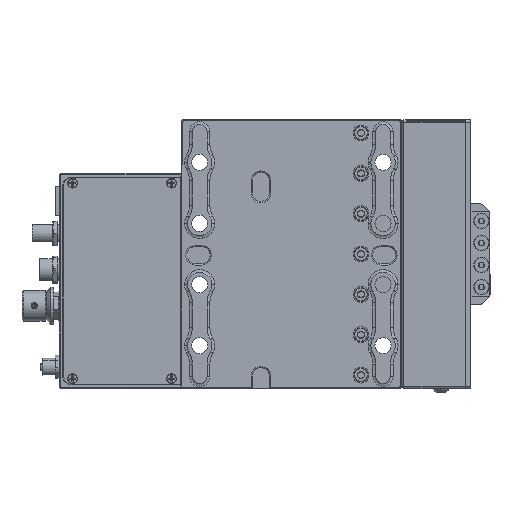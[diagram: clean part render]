
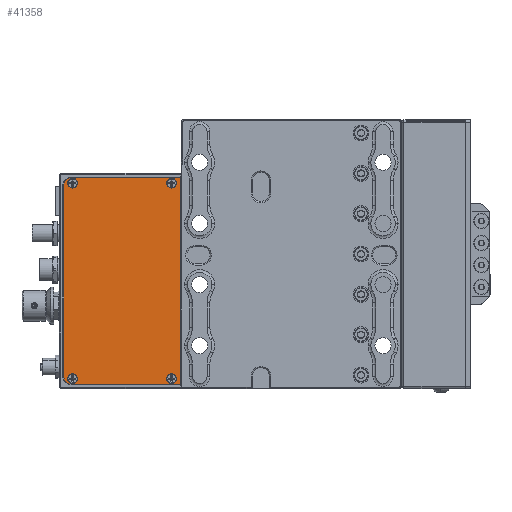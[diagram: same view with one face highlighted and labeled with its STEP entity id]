
A CAD part, front view. The second image highlights one B-rep face of the part: STEP entity #41358.
In plain terms, the highlighted face is planar.
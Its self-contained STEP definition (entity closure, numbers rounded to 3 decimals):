
#456 = CIRCLE ( 'NONE', #64299, 2. ) ;
#463 = DIRECTION ( 'NONE',  ( 0., 0., 1. ) ) ;
#1729 = EDGE_CURVE ( 'NONE', #77780, #36138, #43534, .T. ) ;
#3839 = CARTESIAN_POINT ( 'NONE',  ( 40., 0.5, -18.25 ) ) ;
#4236 = AXIS2_PLACEMENT_3D ( 'NONE', #70733, #10743, #93225 ) ;
#4412 = VERTEX_POINT ( 'NONE', #9925 ) ;
#4797 = AXIS2_PLACEMENT_3D ( 'NONE', #90435, #31323, #52350 ) ;
#5569 = CIRCLE ( 'NONE', #25811, 2. ) ;
#5697 = ORIENTED_EDGE ( 'NONE', *, *, #16075, .T. ) ;
#5822 = ORIENTED_EDGE ( 'NONE', *, *, #26025, .F. ) ;
#6367 = VECTOR ( 'NONE', #25414, 1000. ) ;
#6855 = AXIS2_PLACEMENT_3D ( 'NONE', #72003, #64706, #14424 ) ;
#8212 = LINE ( 'NONE', #47231, #41961 ) ;
#8763 = EDGE_LOOP ( 'NONE', ( #5822, #59653 ) ) ;
#9170 = EDGE_CURVE ( 'NONE', #4412, #45882, #56704, .T. ) ;
#9925 = CARTESIAN_POINT ( 'NONE',  ( 40., 0.5, -22.25 ) ) ;
#10009 = CARTESIAN_POINT ( 'NONE',  ( -40., 0.5, 20.25 ) ) ;
#10051 = VERTEX_POINT ( 'NONE', #11053 ) ;
#10743 = DIRECTION ( 'NONE',  ( 0., 1., 0. ) ) ;
#11053 = CARTESIAN_POINT ( 'NONE',  ( 40., 0.5, 18.25 ) ) ;
#11461 = DIRECTION ( 'NONE',  ( 0., 0., 1. ) ) ;
#12313 = CARTESIAN_POINT ( 'NONE',  ( 41.7, 0.5, 23.45 ) ) ;
#13471 = CIRCLE ( 'NONE', #47739, 0.5 ) ;
#13643 = EDGE_CURVE ( 'NONE', #58720, #75545, #16676, .T. ) ;
#14424 = DIRECTION ( 'NONE',  ( 0., 0., 1. ) ) ;
#15255 = AXIS2_PLACEMENT_3D ( 'NONE', #20169, #49960, #79703 ) ;
#15777 = ORIENTED_EDGE ( 'NONE', *, *, #54261, .F. ) ;
#16075 = EDGE_CURVE ( 'NONE', #44978, #89804, #26564, .T. ) ;
#16128 = ORIENTED_EDGE ( 'NONE', *, *, #71220, .T. ) ;
#16459 = AXIS2_PLACEMENT_3D ( 'NONE', #74135, #34507, #73038 ) ;
#16676 = CIRCLE ( 'NONE', #4236, 3.2 ) ;
#18151 = CARTESIAN_POINT ( 'NONE',  ( 41.7, 0.5, 23.95 ) ) ;
#18948 = VERTEX_POINT ( 'NONE', #82156 ) ;
#19366 = AXIS2_PLACEMENT_3D ( 'NONE', #38392, #41771, #77897 ) ;
#20169 = CARTESIAN_POINT ( 'NONE',  ( -41.7, 0.5, 23.45 ) ) ;
#20649 = DIRECTION ( 'NONE',  ( 0., -1., 0. ) ) ;
#22414 = ORIENTED_EDGE ( 'NONE', *, *, #30693, .F. ) ;
#24354 = CARTESIAN_POINT ( 'NONE',  ( -40., 0.5, -18.25 ) ) ;
#25414 = DIRECTION ( 'NONE',  ( -1., 0., 0. ) ) ;
#25811 = AXIS2_PLACEMENT_3D ( 'NONE', #40066, #75262, #84511 ) ;
#26025 = EDGE_CURVE ( 'NONE', #45882, #4412, #456, .T. ) ;
#26564 = CIRCLE ( 'NONE', #4797, 3.2 ) ;
#27188 = VECTOR ( 'NONE', #82250, 1000. ) ;
#27206 = EDGE_LOOP ( 'NONE', ( #94250, #51070 ) ) ;
#27933 = EDGE_CURVE ( 'NONE', #29000, #44978, #73554, .T. ) ;
#28253 = EDGE_CURVE ( 'NONE', #36138, #77780, #53541, .T. ) ;
#28739 = VERTEX_POINT ( 'NONE', #24354 ) ;
#29000 = VERTEX_POINT ( 'NONE', #58008 ) ;
#29864 = DIRECTION ( 'NONE',  ( 0., 0., 1. ) ) ;
#30693 = EDGE_CURVE ( 'NONE', #18948, #10051, #5569, .T. ) ;
#31323 = DIRECTION ( 'NONE',  ( 0., 1., 0. ) ) ;
#32966 = ORIENTED_EDGE ( 'NONE', *, *, #95443, .F. ) ;
#34507 = DIRECTION ( 'NONE',  ( 0., 1., 0. ) ) ;
#36138 = VERTEX_POINT ( 'NONE', #55256 ) ;
#37763 = CARTESIAN_POINT ( 'NONE',  ( 40., 0.5, -20.25 ) ) ;
#38392 = CARTESIAN_POINT ( 'NONE',  ( -40., 0.5, -20.25 ) ) ;
#38710 = FACE_BOUND ( 'NONE', #51245, .T. ) ;
#40066 = CARTESIAN_POINT ( 'NONE',  ( 40., 0.5, 20.25 ) ) ;
#40119 = ORIENTED_EDGE ( 'NONE', *, *, #75456, .T. ) ;
#41358 = ADVANCED_FACE ( 'NONE', ( #75819, #38710, #85583, #93383, #93870 ), #87527, .F. ) ;
#41771 = DIRECTION ( 'NONE',  ( 0., 1., 0. ) ) ;
#41920 = ORIENTED_EDGE ( 'NONE', *, *, #27933, .T. ) ;
#41961 = VECTOR ( 'NONE', #463, 1000. ) ;
#42128 = DIRECTION ( 'NONE',  ( 0., 0., -1. ) ) ;
#42482 = LINE ( 'NONE', #62980, #6367 ) ;
#43039 = DIRECTION ( 'NONE',  ( 0., 1., 0. ) ) ;
#43534 = CIRCLE ( 'NONE', #84009, 2. ) ;
#44496 = EDGE_CURVE ( 'NONE', #10051, #18948, #58540, .T. ) ;
#44779 = CARTESIAN_POINT ( 'NONE',  ( -40., 0.5, 22.25 ) ) ;
#44978 = VERTEX_POINT ( 'NONE', #50633 ) ;
#45882 = VERTEX_POINT ( 'NONE', #3839 ) ;
#47231 = CARTESIAN_POINT ( 'NONE',  ( -42.2, 0.5, 23.95 ) ) ;
#47739 = AXIS2_PLACEMENT_3D ( 'NONE', #12313, #43039, #57707 ) ;
#48006 = VERTEX_POINT ( 'NONE', #68376 ) ;
#49454 = VERTEX_POINT ( 'NONE', #18151 ) ;
#49960 = DIRECTION ( 'NONE',  ( 0., 1., 0. ) ) ;
#50633 = CARTESIAN_POINT ( 'NONE',  ( 42.2, 0.5, -20.75 ) ) ;
#50714 = CARTESIAN_POINT ( 'NONE',  ( 39., 0.5, -23.95 ) ) ;
#51070 = ORIENTED_EDGE ( 'NONE', *, *, #28253, .F. ) ;
#51245 = EDGE_LOOP ( 'NONE', ( #22414, #91282 ) ) ;
#52350 = DIRECTION ( 'NONE',  ( 0., 0., 1. ) ) ;
#52913 = DIRECTION ( 'NONE',  ( 0., 1., 0. ) ) ;
#53389 = DIRECTION ( 'NONE',  ( 0., 0., 1. ) ) ;
#53541 = CIRCLE ( 'NONE', #87916, 2. ) ;
#54261 = EDGE_CURVE ( 'NONE', #69099, #28739, #57580, .T. ) ;
#55256 = CARTESIAN_POINT ( 'NONE',  ( -40., 0.5, 18.25 ) ) ;
#56704 = CIRCLE ( 'NONE', #6855, 2. ) ;
#57232 = ORIENTED_EDGE ( 'NONE', *, *, #89920, .T. ) ;
#57330 = CIRCLE ( 'NONE', #15255, 0.5 ) ;
#57580 = CIRCLE ( 'NONE', #59155, 2. ) ;
#57707 = DIRECTION ( 'NONE',  ( 0., 0., -1. ) ) ;
#58008 = CARTESIAN_POINT ( 'NONE',  ( 42.2, 0.5, 23.45 ) ) ;
#58225 = CARTESIAN_POINT ( 'NONE',  ( -40., 0.5, 20.25 ) ) ;
#58540 = CIRCLE ( 'NONE', #16459, 2. ) ;
#58720 = VERTEX_POINT ( 'NONE', #79870 ) ;
#59155 = AXIS2_PLACEMENT_3D ( 'NONE', #92431, #77746, #71380 ) ;
#59653 = ORIENTED_EDGE ( 'NONE', *, *, #9170, .F. ) ;
#61254 = LINE ( 'NONE', #96444, #27188 ) ;
#62980 = CARTESIAN_POINT ( 'NONE',  ( -39., 0.5, -23.95 ) ) ;
#64299 = AXIS2_PLACEMENT_3D ( 'NONE', #37763, #52913, #53389 ) ;
#64706 = DIRECTION ( 'NONE',  ( 0., 1., 0. ) ) ;
#68376 = CARTESIAN_POINT ( 'NONE',  ( -41.7, 0.5, 23.95 ) ) ;
#69099 = VERTEX_POINT ( 'NONE', #82647 ) ;
#69166 = CARTESIAN_POINT ( 'NONE',  ( -42.2, 0.5, 23.45 ) ) ;
#70733 = CARTESIAN_POINT ( 'NONE',  ( -39., 0.5, -20.75 ) ) ;
#70879 = CARTESIAN_POINT ( 'NONE',  ( -39., 0.5, -20.75 ) ) ;
#71220 = EDGE_CURVE ( 'NONE', #49454, #29000, #13471, .T. ) ;
#71380 = DIRECTION ( 'NONE',  ( 0., 0., 1. ) ) ;
#72003 = CARTESIAN_POINT ( 'NONE',  ( 40., 0.5, -20.25 ) ) ;
#72121 = CARTESIAN_POINT ( 'NONE',  ( 42.2, 0.5, -20.75 ) ) ;
#72674 = ORIENTED_EDGE ( 'NONE', *, *, #83472, .T. ) ;
#73038 = DIRECTION ( 'NONE',  ( 0., 0., 1. ) ) ;
#73554 = LINE ( 'NONE', #72121, #78415 ) ;
#74135 = CARTESIAN_POINT ( 'NONE',  ( 40., 0.5, 20.25 ) ) ;
#75262 = DIRECTION ( 'NONE',  ( 0., 1., 0. ) ) ;
#75425 = ORIENTED_EDGE ( 'NONE', *, *, #79174, .T. ) ;
#75456 = EDGE_CURVE ( 'NONE', #89804, #58720, #42482, .T. ) ;
#75545 = VERTEX_POINT ( 'NONE', #90625 ) ;
#75819 = FACE_BOUND ( 'NONE', #90554, .T. ) ;
#77746 = DIRECTION ( 'NONE',  ( 0., 1., 0. ) ) ;
#77780 = VERTEX_POINT ( 'NONE', #44779 ) ;
#77897 = DIRECTION ( 'NONE',  ( 0., 0., 1. ) ) ;
#78415 = VECTOR ( 'NONE', #80903, 1000. ) ;
#79174 = EDGE_CURVE ( 'NONE', #48006, #49454, #61254, .T. ) ;
#79359 = ORIENTED_EDGE ( 'NONE', *, *, #13643, .T. ) ;
#79703 = DIRECTION ( 'NONE',  ( 0., 0., -1. ) ) ;
#79870 = CARTESIAN_POINT ( 'NONE',  ( -39., 0.5, -23.95 ) ) ;
#80903 = DIRECTION ( 'NONE',  ( 0., 0., -1. ) ) ;
#81136 = DIRECTION ( 'NONE',  ( 0., 1., 0. ) ) ;
#82156 = CARTESIAN_POINT ( 'NONE',  ( 40., 0.5, 22.25 ) ) ;
#82250 = DIRECTION ( 'NONE',  ( 1., 0., 0. ) ) ;
#82647 = CARTESIAN_POINT ( 'NONE',  ( -40., 0.5, -22.25 ) ) ;
#83472 = EDGE_CURVE ( 'NONE', #91131, #48006, #57330, .T. ) ;
#84009 = AXIS2_PLACEMENT_3D ( 'NONE', #10009, #92508, #11461 ) ;
#84283 = AXIS2_PLACEMENT_3D ( 'NONE', #70879, #20649, #42128 ) ;
#84511 = DIRECTION ( 'NONE',  ( 0., 0., 1. ) ) ;
#84838 = CIRCLE ( 'NONE', #19366, 2. ) ;
#85583 = FACE_BOUND ( 'NONE', #27206, .T. ) ;
#87527 = PLANE ( 'NONE',  #84283 ) ;
#87916 = AXIS2_PLACEMENT_3D ( 'NONE', #58225, #81136, #29864 ) ;
#89804 = VERTEX_POINT ( 'NONE', #50714 ) ;
#89920 = EDGE_CURVE ( 'NONE', #75545, #91131, #8212, .T. ) ;
#90435 = CARTESIAN_POINT ( 'NONE',  ( 39., 0.5, -20.75 ) ) ;
#90554 = EDGE_LOOP ( 'NONE', ( #32966, #15777 ) ) ;
#90625 = CARTESIAN_POINT ( 'NONE',  ( -42.2, 0.5, -20.75 ) ) ;
#91131 = VERTEX_POINT ( 'NONE', #69166 ) ;
#91282 = ORIENTED_EDGE ( 'NONE', *, *, #44496, .F. ) ;
#92431 = CARTESIAN_POINT ( 'NONE',  ( -40., 0.5, -20.25 ) ) ;
#92508 = DIRECTION ( 'NONE',  ( 0., 1., 0. ) ) ;
#93225 = DIRECTION ( 'NONE',  ( 0., 0., -1. ) ) ;
#93383 = FACE_BOUND ( 'NONE', #8763, .T. ) ;
#93510 = EDGE_LOOP ( 'NONE', ( #75425, #16128, #41920, #5697, #40119, #79359, #57232, #72674 ) ) ;
#93870 = FACE_OUTER_BOUND ( 'NONE', #93510, .T. ) ;
#94250 = ORIENTED_EDGE ( 'NONE', *, *, #1729, .F. ) ;
#95443 = EDGE_CURVE ( 'NONE', #28739, #69099, #84838, .T. ) ;
#96444 = CARTESIAN_POINT ( 'NONE',  ( 42.2, 0.5, 23.95 ) ) ;
